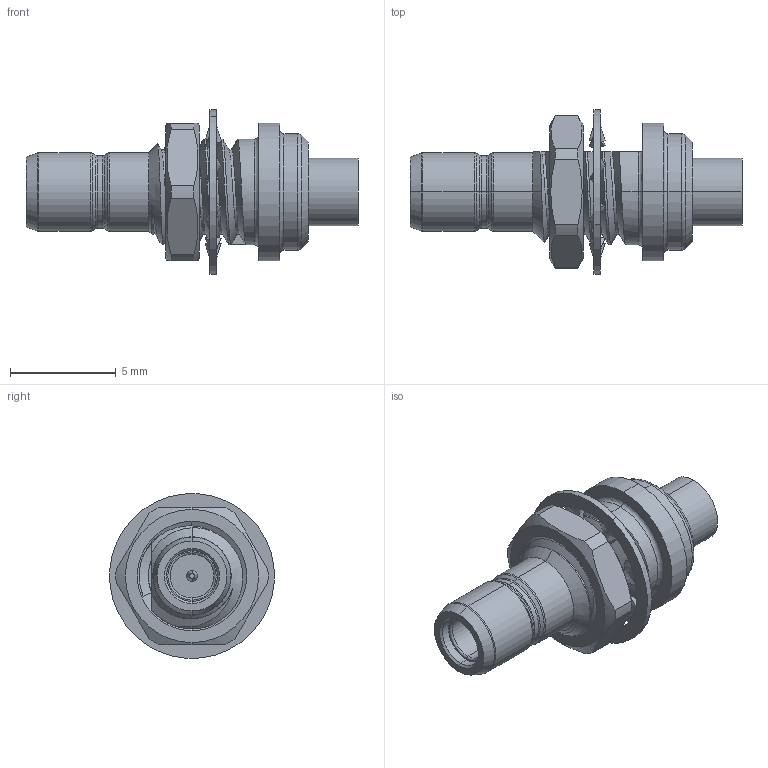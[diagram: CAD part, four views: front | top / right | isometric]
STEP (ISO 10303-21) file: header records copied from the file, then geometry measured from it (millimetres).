
FILE_DESCRIPTION (( 'STEP AP214' ), '1' );
FILE_NAME ('Âèëêà_ÑÐ-50-1-02-Â-Ï-Ïê-057.STEP', '2018-12-03T08:20:09', ( 'User' ), ( '' ), 'SwSTEP 2.0', 'SolidWorks 2016', '' );
FILE_SCHEMA (( 'AUTOMOTIVE_DESIGN' ));
Length unit declared in the file: millimetre
Products named in the file (1): Âèëêà_ÑÐ-50-1-02-Â-Ï-Ïê-057
Bounding box: 15.7 x 7.79 x 7.79 mm (x, y, z)
Volume: 229 mm3; surface area: 516.5 mm2
Topology: 3 solids, 3 shells, 190 faces, 466 edges, 289 vertices
Faces by surface type: cylinder 66, bspline 53, cone 29, plane 21, torus 21
Entity records: 13229 total; most frequent: CARTESIAN_POINT 7160, ORIENTED_EDGE 932, DIRECTION 672, EDGE_CURVE 466, VERTEX_POINT 289, AXIS2_PLACEMENT_3D 283, EDGE_LOOP 201, UNCERTAINTY_MEASURE_WITH_UNIT 195
